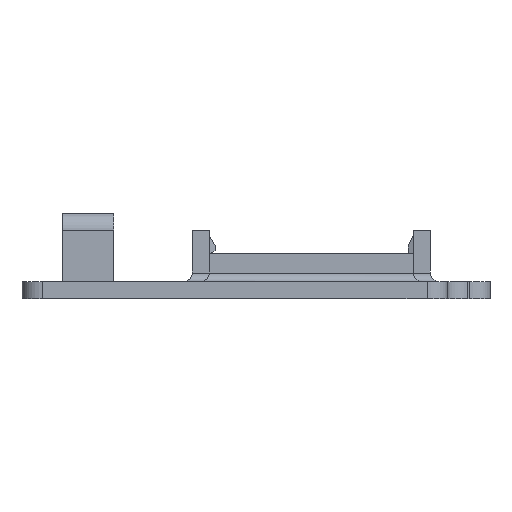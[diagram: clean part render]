
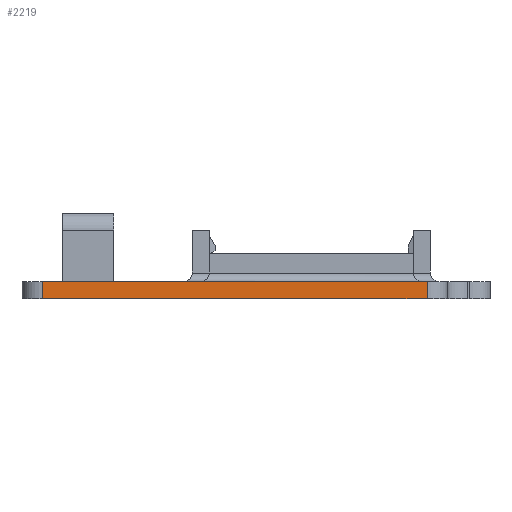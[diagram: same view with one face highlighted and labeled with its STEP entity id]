
A CAD part, left-side view. The second image highlights one B-rep face of the part: STEP entity #2219.
In plain terms, the highlighted planar face has unit normal (-1, 0, 0).
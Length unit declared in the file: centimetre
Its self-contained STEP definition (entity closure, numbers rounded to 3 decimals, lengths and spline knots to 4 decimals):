
#268=FACE_OUTER_BOUND('',#403,.T.);
#403=EDGE_LOOP('',(#1982,#1983,#1984,#1985,#1986,#1987));
#423=LINE('',#3078,#664);
#435=LINE('',#3118,#676);
#495=LINE('',#3291,#736);
#531=LINE('',#3392,#772);
#538=LINE('',#3409,#779);
#649=LINE('',#3666,#890);
#664=VECTOR('',#2453,1.);
#676=VECTOR('',#2481,1.);
#736=VECTOR('',#2639,1.);
#772=VECTOR('',#2739,1.);
#779=VECTOR('',#2758,1.);
#890=VECTOR('',#3033,1.);
#904=VERTEX_POINT('',#3075);
#905=VERTEX_POINT('',#3077);
#924=VERTEX_POINT('',#3115);
#925=VERTEX_POINT('',#3117);
#1022=VERTEX_POINT('',#3390);
#1025=VERTEX_POINT('',#3405);
#1110=EDGE_CURVE('',#905,#904,#423,.T.);
#1130=EDGE_CURVE('',#925,#924,#435,.T.);
#1217=EDGE_CURVE('',#904,#925,#495,.T.);
#1268=EDGE_CURVE('',#1022,#924,#531,.T.);
#1277=EDGE_CURVE('',#905,#1025,#538,.T.);
#1401=EDGE_CURVE('',#1025,#1022,#649,.T.);
#1982=ORIENTED_EDGE('',*,*,#1268,.F.);
#1983=ORIENTED_EDGE('',*,*,#1401,.F.);
#1984=ORIENTED_EDGE('',*,*,#1277,.F.);
#1985=ORIENTED_EDGE('',*,*,#1110,.T.);
#1986=ORIENTED_EDGE('',*,*,#1217,.T.);
#1987=ORIENTED_EDGE('',*,*,#1130,.T.);
#2099=PLANE('',#2411);
#2219=ADVANCED_FACE('',(#268),#2099,.T.);
#2411=AXIS2_PLACEMENT_3D('',#3665,#3031,#3032);
#2453=DIRECTION('',(0.,1.,0.));
#2481=DIRECTION('',(0.,1.,0.));
#2639=DIRECTION('',(0.,1.,0.));
#2739=DIRECTION('',(0.,0.,1.));
#2758=DIRECTION('',(0.,0.,-1.));
#3031=DIRECTION('center_axis',(-1.,0.,0.));
#3032=DIRECTION('ref_axis',(0.,1.,0.));
#3033=DIRECTION('',(0.,1.,0.));
#3075=CARTESIAN_POINT('',(0.,1.651,0.));
#3077=CARTESIAN_POINT('',(0.,1.5748,0.));
#3078=CARTESIAN_POINT('',(0.,0.,0.));
#3115=CARTESIAN_POINT('',(0.,7.3152,0.));
#3117=CARTESIAN_POINT('',(0.,4.953,0.));
#3118=CARTESIAN_POINT('',(0.,0.,0.));
#3291=CARTESIAN_POINT('',(0.,0.,0.));
#3390=CARTESIAN_POINT('',(0.,7.3152,-0.254));
#3392=CARTESIAN_POINT('',(0.,7.3152,0.));
#3405=CARTESIAN_POINT('',(0.,1.5748,-0.254));
#3409=CARTESIAN_POINT('',(0.,1.5748,0.));
#3665=CARTESIAN_POINT('Origin',(0.,1.27,0.));
#3666=CARTESIAN_POINT('',(0.,0.,-0.254));
